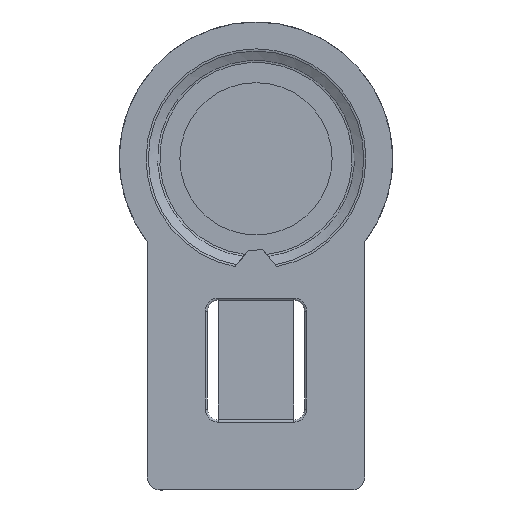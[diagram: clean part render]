
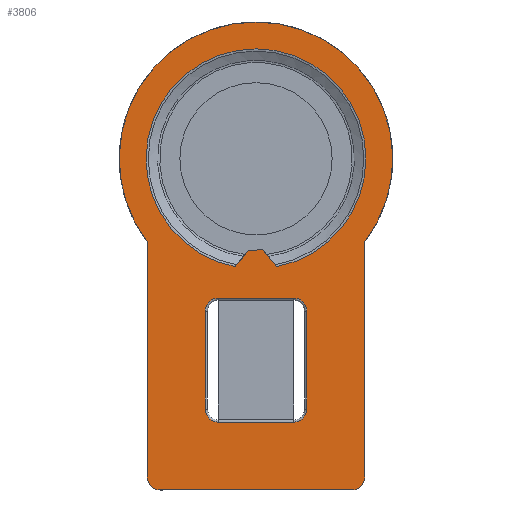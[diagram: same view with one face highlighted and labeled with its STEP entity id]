
A CAD part, front view. The second image highlights one B-rep face of the part: STEP entity #3806.
In plain terms, the highlighted planar face has unit normal (0, -1, 0).
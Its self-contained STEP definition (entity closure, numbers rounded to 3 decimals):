
#183=FACE_BOUND('',#1267,.T.);
#184=FACE_BOUND('',#1268,.T.);
#452=LINE('',#6623,#792);
#455=LINE('',#6628,#795);
#456=LINE('',#6630,#796);
#457=LINE('',#6634,#797);
#458=LINE('',#6638,#798);
#459=LINE('',#6642,#799);
#460=LINE('',#6648,#800);
#461=LINE('',#6652,#801);
#462=LINE('',#6656,#802);
#463=LINE('',#6659,#803);
#792=VECTOR('',#5027,10.);
#795=VECTOR('',#5032,10.);
#796=VECTOR('',#5035,10.);
#797=VECTOR('',#5038,10.);
#798=VECTOR('',#5041,10.);
#799=VECTOR('',#5044,10.);
#800=VECTOR('',#5049,10.);
#801=VECTOR('',#5052,10.);
#802=VECTOR('',#5055,10.);
#803=VECTOR('',#5058,10.);
#1036=FACE_OUTER_BOUND('',#1266,.T.);
#1266=EDGE_LOOP('',(#3145,#3146,#3147,#3148,#3149,#3150));
#1267=EDGE_LOOP('',(#3151,#3152,#3153,#3154));
#1268=EDGE_LOOP('',(#3155,#3156,#3157,#3158,#3159,#3160,#3161,#3162));
#1457=CIRCLE('',#4144,50.536);
#1460=CIRCLE('',#4153,62.891);
#1461=CIRCLE('',#4154,6.);
#1462=CIRCLE('',#4155,6.);
#1463=CIRCLE('',#4156,6.);
#1464=CIRCLE('',#4157,6.);
#1465=CIRCLE('',#4158,6.);
#1466=CIRCLE('',#4159,6.);
#1763=VERTEX_POINT('',#6581);
#1764=VERTEX_POINT('',#6588);
#1768=VERTEX_POINT('',#6622);
#1769=VERTEX_POINT('',#6626);
#1770=VERTEX_POINT('',#6632);
#1771=VERTEX_POINT('',#6633);
#1772=VERTEX_POINT('',#6635);
#1773=VERTEX_POINT('',#6637);
#1774=VERTEX_POINT('',#6639);
#1775=VERTEX_POINT('',#6641);
#1776=VERTEX_POINT('',#6644);
#1777=VERTEX_POINT('',#6645);
#1778=VERTEX_POINT('',#6647);
#1779=VERTEX_POINT('',#6649);
#1780=VERTEX_POINT('',#6651);
#1781=VERTEX_POINT('',#6653);
#1782=VERTEX_POINT('',#6655);
#1783=VERTEX_POINT('',#6657);
#2239=EDGE_CURVE('',#1763,#1764,#1457,.T.);
#2247=EDGE_CURVE('',#1764,#1768,#452,.T.);
#2250=EDGE_CURVE('',#1769,#1763,#455,.T.);
#2251=EDGE_CURVE('',#1768,#1769,#456,.T.);
#2252=EDGE_CURVE('',#1770,#1771,#457,.T.);
#2253=EDGE_CURVE('',#1770,#1772,#1460,.T.);
#2254=EDGE_CURVE('',#1772,#1773,#458,.T.);
#2255=EDGE_CURVE('',#1773,#1774,#1461,.T.);
#2256=EDGE_CURVE('',#1775,#1774,#459,.T.);
#2257=EDGE_CURVE('',#1775,#1771,#1462,.T.);
#2258=EDGE_CURVE('',#1776,#1777,#1463,.T.);
#2259=EDGE_CURVE('',#1778,#1776,#460,.T.);
#2260=EDGE_CURVE('',#1779,#1778,#1464,.T.);
#2261=EDGE_CURVE('',#1780,#1779,#461,.T.);
#2262=EDGE_CURVE('',#1781,#1780,#1465,.T.);
#2263=EDGE_CURVE('',#1782,#1781,#462,.T.);
#2264=EDGE_CURVE('',#1783,#1782,#1466,.T.);
#2265=EDGE_CURVE('',#1777,#1783,#463,.T.);
#3145=ORIENTED_EDGE('',*,*,#2252,.F.);
#3146=ORIENTED_EDGE('',*,*,#2253,.T.);
#3147=ORIENTED_EDGE('',*,*,#2254,.T.);
#3148=ORIENTED_EDGE('',*,*,#2255,.T.);
#3149=ORIENTED_EDGE('',*,*,#2256,.F.);
#3150=ORIENTED_EDGE('',*,*,#2257,.T.);
#3151=ORIENTED_EDGE('',*,*,#2239,.F.);
#3152=ORIENTED_EDGE('',*,*,#2250,.F.);
#3153=ORIENTED_EDGE('',*,*,#2251,.F.);
#3154=ORIENTED_EDGE('',*,*,#2247,.F.);
#3155=ORIENTED_EDGE('',*,*,#2258,.F.);
#3156=ORIENTED_EDGE('',*,*,#2259,.F.);
#3157=ORIENTED_EDGE('',*,*,#2260,.F.);
#3158=ORIENTED_EDGE('',*,*,#2261,.F.);
#3159=ORIENTED_EDGE('',*,*,#2262,.F.);
#3160=ORIENTED_EDGE('',*,*,#2263,.F.);
#3161=ORIENTED_EDGE('',*,*,#2264,.F.);
#3162=ORIENTED_EDGE('',*,*,#2265,.F.);
#3643=PLANE('',#4152);
#3806=ADVANCED_FACE('',(#1036,#183,#184),#3643,.F.);
#4144=AXIS2_PLACEMENT_3D('',#6589,#5015,#5016);
#4152=AXIS2_PLACEMENT_3D('',#6631,#5036,#5037);
#4153=AXIS2_PLACEMENT_3D('',#6636,#5039,#5040);
#4154=AXIS2_PLACEMENT_3D('',#6640,#5042,#5043);
#4155=AXIS2_PLACEMENT_3D('',#6643,#5045,#5046);
#4156=AXIS2_PLACEMENT_3D('',#6646,#5047,#5048);
#4157=AXIS2_PLACEMENT_3D('',#6650,#5050,#5051);
#4158=AXIS2_PLACEMENT_3D('',#6654,#5053,#5054);
#4159=AXIS2_PLACEMENT_3D('',#6658,#5056,#5057);
#5015=DIRECTION('center_axis',(0.,-1.,0.));
#5016=DIRECTION('ref_axis',(1.,0.,0.));
#5027=DIRECTION('',(0.633,0.,0.774));
#5032=DIRECTION('',(0.638,0.,-0.77));
#5035=DIRECTION('',(0.996,0.,0.09));
#5036=DIRECTION('center_axis',(0.,1.,0.));
#5037=DIRECTION('ref_axis',(1.,0.,0.));
#5038=DIRECTION('',(0.,0.,-1.));
#5039=DIRECTION('center_axis',(0.,-1.,0.));
#5040=DIRECTION('ref_axis',(1.,0.,0.));
#5041=DIRECTION('',(0.,0.,-1.));
#5042=DIRECTION('center_axis',(0.,-1.,0.));
#5043=DIRECTION('ref_axis',(-1.,0.,0.));
#5044=DIRECTION('',(-1.,0.,0.));
#5045=DIRECTION('center_axis',(0.,-1.,0.));
#5046=DIRECTION('ref_axis',(0.,0.,-1.));
#5047=DIRECTION('center_axis',(0.,-1.,0.));
#5048=DIRECTION('ref_axis',(0.707,0.,-0.707));
#5049=DIRECTION('',(1.,0.,0.));
#5050=DIRECTION('center_axis',(0.,-1.,0.));
#5051=DIRECTION('ref_axis',(-0.707,0.,-0.707));
#5052=DIRECTION('',(0.,0.,-1.));
#5053=DIRECTION('center_axis',(0.,-1.,0.));
#5054=DIRECTION('ref_axis',(-0.707,0.,0.707));
#5055=DIRECTION('',(-1.,0.,0.));
#5056=DIRECTION('center_axis',(0.,-1.,0.));
#5057=DIRECTION('ref_axis',(0.707,0.,0.707));
#5058=DIRECTION('',(0.,0.,1.));
#6581=CARTESIAN_POINT('',(-330.415,-13.,100.369));
#6588=CARTESIAN_POINT('',(-349.555,-13.,100.388));
#6589=CARTESIAN_POINT('Origin',(-339.936,-13.,150.));
#6622=CARTESIAN_POINT('',(-343.587,-13.,107.693));
#6623=CARTESIAN_POINT('',(-357.26,-13.,90.957));
#6626=CARTESIAN_POINT('',(-336.979,-13.,108.287));
#6628=CARTESIAN_POINT('',(-336.979,-13.,108.287));
#6630=CARTESIAN_POINT('',(-343.587,-13.,107.693));
#6631=CARTESIAN_POINT('Origin',(-339.936,-13.,150.));
#6632=CARTESIAN_POINT('',(-289.936,-13.,111.852));
#6633=CARTESIAN_POINT('',(-289.936,-13.,3.714));
#6634=CARTESIAN_POINT('',(-289.936,-13.,150.));
#6635=CARTESIAN_POINT('',(-389.936,-13.,111.852));
#6636=CARTESIAN_POINT('Origin',(-339.936,-13.,150.));
#6637=CARTESIAN_POINT('',(-389.936,-13.,3.714));
#6638=CARTESIAN_POINT('',(-389.936,-13.,150.));
#6639=CARTESIAN_POINT('',(-383.936,-13.,-2.286));
#6640=CARTESIAN_POINT('Origin',(-383.936,-13.,3.714));
#6641=CARTESIAN_POINT('',(-295.936,-13.,-2.286));
#6642=CARTESIAN_POINT('',(-364.936,-13.,-2.286));
#6643=CARTESIAN_POINT('Origin',(-295.936,-13.,3.714));
#6644=CARTESIAN_POINT('',(-322.611,-13.,28.914));
#6645=CARTESIAN_POINT('',(-316.611,-13.,34.914));
#6646=CARTESIAN_POINT('Origin',(-322.611,-13.,34.914));
#6647=CARTESIAN_POINT('',(-357.26,-13.,28.914));
#6648=CARTESIAN_POINT('',(-331.273,-13.,28.914));
#6649=CARTESIAN_POINT('',(-363.26,-13.,34.914));
#6650=CARTESIAN_POINT('Origin',(-357.26,-13.,34.914));
#6651=CARTESIAN_POINT('',(-363.26,-13.,79.914));
#6652=CARTESIAN_POINT('',(-363.26,-13.,89.957));
#6653=CARTESIAN_POINT('',(-357.26,-13.,85.914));
#6654=CARTESIAN_POINT('Origin',(-357.26,-13.,79.914));
#6655=CARTESIAN_POINT('',(-322.611,-13.,85.914));
#6656=CARTESIAN_POINT('',(-348.598,-13.,85.914));
#6657=CARTESIAN_POINT('',(-316.611,-13.,79.914));
#6658=CARTESIAN_POINT('Origin',(-322.611,-13.,79.914));
#6659=CARTESIAN_POINT('',(-316.611,-13.,117.457));
